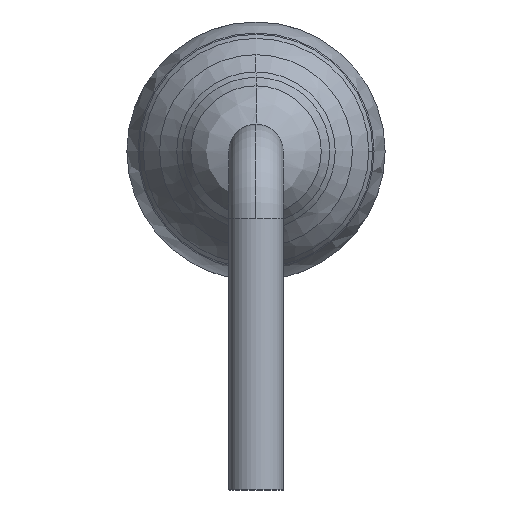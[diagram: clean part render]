
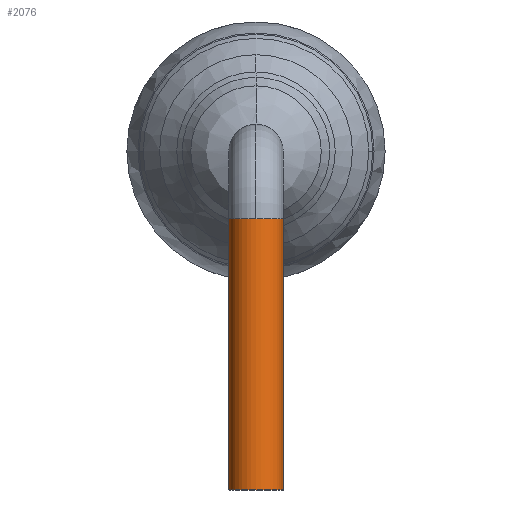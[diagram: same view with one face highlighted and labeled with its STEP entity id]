
A CAD part, left-side view. The second image highlights one B-rep face of the part: STEP entity #2076.
In plain terms, the highlighted cylindrical face has radius 0.4 mm (diameter 0.8 mm), a partial arc.
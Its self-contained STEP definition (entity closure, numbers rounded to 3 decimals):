
#1913=CARTESIAN_POINT('',(-16.395,0.,1.));
#1914=VERTEX_POINT('',#1913);
#1924=CARTESIAN_POINT('',(-15.995,-0.4,1.));
#1925=VERTEX_POINT('',#1924);
#1926=CARTESIAN_POINT('',(-15.995,0.,1.));
#1927=DIRECTION('',(0.0,0.0,1.0));
#1928=DIRECTION('',(0.0,-1.0,0.0));
#1929=AXIS2_PLACEMENT_3D('',#1926,#1927,#1928);
#1930=CIRCLE('',#1929,0.4);
#1931=EDGE_CURVE('',#1914,#1925,#1930,.T.);
#2016=CARTESIAN_POINT('',(-15.995,-0.4,-3.));
#2017=VERTEX_POINT('',#2016);
#2018=CARTESIAN_POINT('',(-15.995,-0.4,-3.));
#2019=DIRECTION('',(0.0,0.0,1.0));
#2020=VECTOR('',#2019,4.);
#2021=LINE('',#2018,#2020);
#2022=EDGE_CURVE('',#2017,#1925,#2021,.T.);
#2024=CARTESIAN_POINT('',(-15.995,0.4,-3.));
#2025=VERTEX_POINT('',#2024);
#2033=CARTESIAN_POINT('',(-15.995,0.4,1.));
#2034=VERTEX_POINT('',#2033);
#2035=CARTESIAN_POINT('',(-15.995,0.4,-3.));
#2036=DIRECTION('',(0.0,0.0,1.0));
#2037=VECTOR('',#2036,4.);
#2038=LINE('',#2035,#2037);
#2039=EDGE_CURVE('',#2025,#2034,#2038,.T.);
#2052=CARTESIAN_POINT('',(-15.995,0.,1.));
#2053=DIRECTION('',(0.,0.,-1.0));
#2054=DIRECTION('',(0.0,-1.0,0.0));
#2055=AXIS2_PLACEMENT_3D('',#2052,#2053,#2054);
#2056=CYLINDRICAL_SURFACE('',#2055,0.4);
#2057=ORIENTED_EDGE('',*,*,#2022,.T.);
#2058=ORIENTED_EDGE('',*,*,#1931,.F.);
#2059=CARTESIAN_POINT('',(-15.995,0.,1.));
#2060=DIRECTION('',(0.0,0.0,1.0));
#2061=DIRECTION('',(0.0,-1.0,0.0));
#2062=AXIS2_PLACEMENT_3D('',#2059,#2060,#2061);
#2063=CIRCLE('',#2062,0.4);
#2064=EDGE_CURVE('',#2034,#1914,#2063,.T.);
#2065=ORIENTED_EDGE('',*,*,#2064,.F.);
#2066=ORIENTED_EDGE('',*,*,#2039,.F.);
#2067=CARTESIAN_POINT('',(-15.995,0.,-3.));
#2068=DIRECTION('',(0.0,0.0,1.0));
#2069=DIRECTION('',(0.0,-1.0,0.0));
#2070=AXIS2_PLACEMENT_3D('',#2067,#2068,#2069);
#2071=CIRCLE('',#2070,0.4);
#2072=EDGE_CURVE('',#2025,#2017,#2071,.T.);
#2073=ORIENTED_EDGE('',*,*,#2072,.T.);
#2074=EDGE_LOOP('',(#2057,#2058,#2065,#2066,#2073));
#2075=FACE_OUTER_BOUND('',#2074,.T.);
#2076=ADVANCED_FACE('',(#2075),#2056,.T.);
